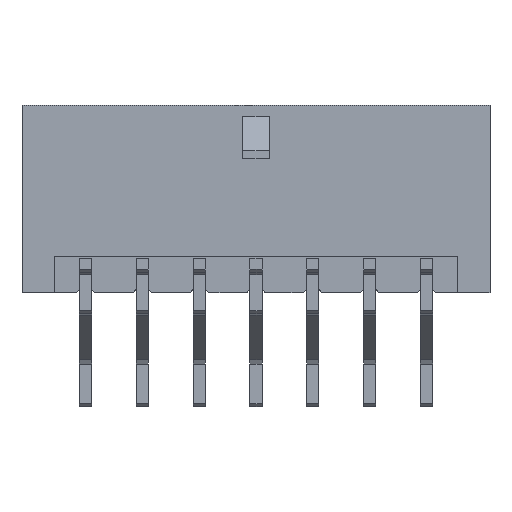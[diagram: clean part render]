
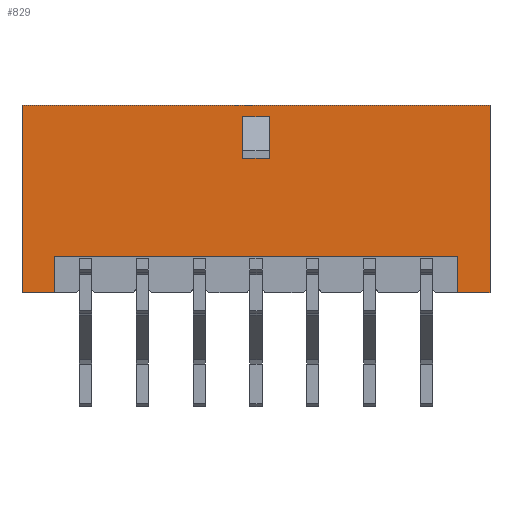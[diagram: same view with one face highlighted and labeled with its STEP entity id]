
A CAD part, front view. The second image highlights one B-rep face of the part: STEP entity #829.
In plain terms, the highlighted planar face has unit normal (0, -1, 0).
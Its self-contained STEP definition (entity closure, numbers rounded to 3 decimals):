
#829 = ADVANCED_FACE( '', ( #1828, #1829 ), #1830, .T. );
#1828 = FACE_BOUND( '', #3057, .T. );
#1829 = FACE_OUTER_BOUND( '', #3058, .T. );
#1830 = PLANE( '', #3059 );
#3057 = EDGE_LOOP( '', ( #4998, #4999, #5000, #5001 ) );
#3058 = EDGE_LOOP( '', ( #5002, #5003, #5004, #5005, #5006, #5007, #5008, #5009 ) );
#3059 = AXIS2_PLACEMENT_3D( '', #5010, #5011, #5012 );
#4998 = ORIENTED_EDGE( '', *, *, #8522, .F. );
#4999 = ORIENTED_EDGE( '', *, *, #8523, .F. );
#5000 = ORIENTED_EDGE( '', *, *, #8524, .T. );
#5001 = ORIENTED_EDGE( '', *, *, #8120, .T. );
#5002 = ORIENTED_EDGE( '', *, *, #8525, .T. );
#5003 = ORIENTED_EDGE( '', *, *, #8526, .T. );
#5004 = ORIENTED_EDGE( '', *, *, #8141, .F. );
#5005 = ORIENTED_EDGE( '', *, *, #8527, .T. );
#5006 = ORIENTED_EDGE( '', *, *, #8371, .T. );
#5007 = ORIENTED_EDGE( '', *, *, #8528, .F. );
#5008 = ORIENTED_EDGE( '', *, *, #8529, .F. );
#5009 = ORIENTED_EDGE( '', *, *, #7981, .T. );
#5010 = CARTESIAN_POINT( '', ( 12.35, -3.43, -4.95 ) );
#5011 = DIRECTION( '', ( 0., -1., 0. ) );
#5012 = DIRECTION( '', ( 0., 0., -1. ) );
#7981 = EDGE_CURVE( '', #9652, #9653, #9654, .T. );
#8120 = EDGE_CURVE( '', #9902, #9903, #9904, .T. );
#8141 = EDGE_CURVE( '', #9940, #9942, #9943, .T. );
#8371 = EDGE_CURVE( '', #10338, #10336, #10339, .T. );
#8522 = EDGE_CURVE( '', #10582, #9903, #10583, .T. );
#8523 = EDGE_CURVE( '', #10584, #10582, #10585, .T. );
#8524 = EDGE_CURVE( '', #10584, #9902, #10586, .T. );
#8525 = EDGE_CURVE( '', #9653, #10587, #10588, .T. );
#8526 = EDGE_CURVE( '', #10587, #9942, #10589, .T. );
#8527 = EDGE_CURVE( '', #9940, #10338, #10590, .T. );
#8528 = EDGE_CURVE( '', #10591, #10336, #10592, .T. );
#8529 = EDGE_CURVE( '', #9652, #10591, #10593, .T. );
#9652 = VERTEX_POINT( '', #12100 );
#9653 = VERTEX_POINT( '', #12101 );
#9654 = LINE( '', #12102, #12103 );
#9902 = VERTEX_POINT( '', #12458 );
#9903 = VERTEX_POINT( '', #12459 );
#9904 = LINE( '', #12460, #12461 );
#9940 = VERTEX_POINT( '', #12513 );
#9942 = VERTEX_POINT( '', #12516 );
#9943 = LINE( '', #12517, #12518 );
#10336 = VERTEX_POINT( '', #13098 );
#10338 = VERTEX_POINT( '', #13101 );
#10339 = LINE( '', #13102, #13103 );
#10582 = VERTEX_POINT( '', #13463 );
#10583 = LINE( '', #13464, #13465 );
#10584 = VERTEX_POINT( '', #13466 );
#10585 = LINE( '', #13467, #13468 );
#10586 = LINE( '', #13469, #13470 );
#10587 = VERTEX_POINT( '', #13471 );
#10588 = LINE( '', #13472, #13473 );
#10589 = LINE( '', #13474, #13475 );
#10590 = LINE( '', #13476, #13477 );
#10591 = VERTEX_POINT( '', #13478 );
#10592 = LINE( '', #13479, #13480 );
#10593 = LINE( '', #13481, #13482 );
#12100 = CARTESIAN_POINT( '', ( -10.65, -3.43, -4.95 ) );
#12101 = CARTESIAN_POINT( '', ( -10.65, -3.43, -3.05 ) );
#12102 = CARTESIAN_POINT( '', ( -10.65, -3.43, -4.95 ) );
#12103 = VECTOR( '', #15330, 1000. );
#12458 = CARTESIAN_POINT( '', ( -0.7, -3.43, 2.15 ) );
#12459 = CARTESIAN_POINT( '', ( -0.7, -3.43, 4.35 ) );
#12460 = CARTESIAN_POINT( '', ( -0.7, -3.43, 2.15 ) );
#12461 = VECTOR( '', #15462, 1000. );
#12513 = CARTESIAN_POINT( '', ( 12.35, -3.43, -4.95 ) );
#12516 = CARTESIAN_POINT( '', ( 10.65, -3.43, -4.95 ) );
#12517 = CARTESIAN_POINT( '', ( 12.35, -3.43, -4.95 ) );
#12518 = VECTOR( '', #15480, 1000. );
#13098 = CARTESIAN_POINT( '', ( -12.35, -3.43, 4.95 ) );
#13101 = CARTESIAN_POINT( '', ( 12.35, -3.43, 4.95 ) );
#13102 = CARTESIAN_POINT( '', ( 12.35, -3.43, 4.95 ) );
#13103 = VECTOR( '', #15693, 1000. );
#13463 = CARTESIAN_POINT( '', ( 0.7, -3.43, 4.35 ) );
#13464 = CARTESIAN_POINT( '', ( 0.7, -3.43, 4.35 ) );
#13465 = VECTOR( '', #15826, 1000. );
#13466 = CARTESIAN_POINT( '', ( 0.7, -3.43, 2.15 ) );
#13467 = CARTESIAN_POINT( '', ( 0.7, -3.43, 2.15 ) );
#13468 = VECTOR( '', #15827, 1000. );
#13469 = CARTESIAN_POINT( '', ( 0.7, -3.43, 2.15 ) );
#13470 = VECTOR( '', #15828, 1000. );
#13471 = CARTESIAN_POINT( '', ( 10.65, -3.43, -3.05 ) );
#13472 = CARTESIAN_POINT( '', ( -10.65, -3.43, -3.05 ) );
#13473 = VECTOR( '', #15829, 1000. );
#13474 = CARTESIAN_POINT( '', ( 10.65, -3.43, -3.05 ) );
#13475 = VECTOR( '', #15830, 1000. );
#13476 = CARTESIAN_POINT( '', ( 12.35, -3.43, -4.95 ) );
#13477 = VECTOR( '', #15831, 1000. );
#13478 = CARTESIAN_POINT( '', ( -12.35, -3.43, -4.95 ) );
#13479 = CARTESIAN_POINT( '', ( -12.35, -3.43, -4.95 ) );
#13480 = VECTOR( '', #15832, 1000. );
#13481 = CARTESIAN_POINT( '', ( 12.35, -3.43, -4.95 ) );
#13482 = VECTOR( '', #15833, 1000. );
#15330 = DIRECTION( '', ( 0., 0., 1. ) );
#15462 = DIRECTION( '', ( 0., 0., 1. ) );
#15480 = DIRECTION( '', ( -1., 0., 0. ) );
#15693 = DIRECTION( '', ( -1., 0., 0. ) );
#15826 = DIRECTION( '', ( -1., 0., 0. ) );
#15827 = DIRECTION( '', ( 0., 0., 1. ) );
#15828 = DIRECTION( '', ( -1., 0., 0. ) );
#15829 = DIRECTION( '', ( 1., 0., 0. ) );
#15830 = DIRECTION( '', ( 0., 0., -1. ) );
#15831 = DIRECTION( '', ( 0., 0., 1. ) );
#15832 = DIRECTION( '', ( 0., 0., 1. ) );
#15833 = DIRECTION( '', ( -1., 0., 0. ) );
